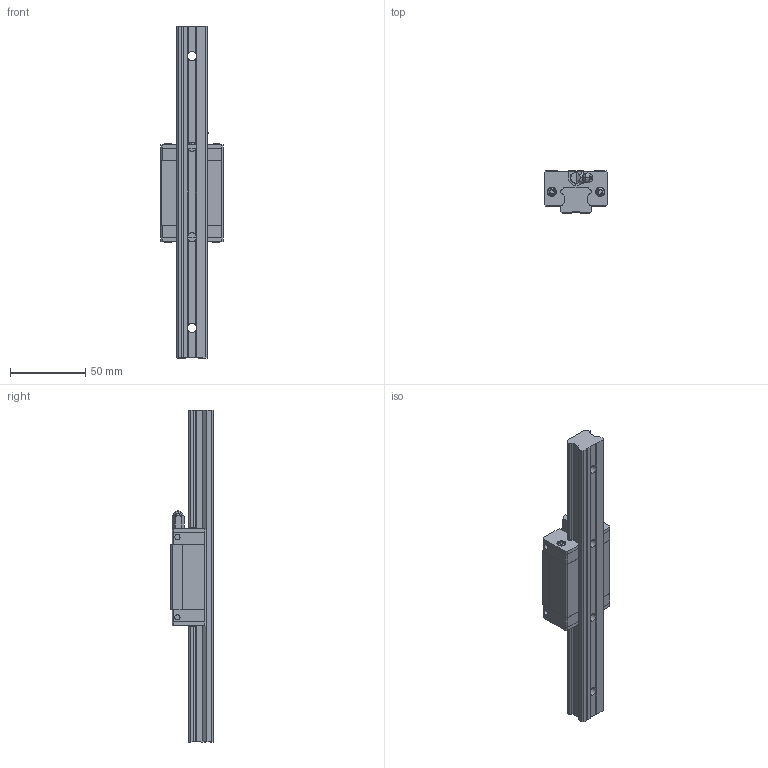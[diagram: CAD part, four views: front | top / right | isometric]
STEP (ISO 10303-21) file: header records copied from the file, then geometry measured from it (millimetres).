
FILE_DESCRIPTION (( 'STEP AP203' ), '1' );
FILE_NAME ('SBI 20 CLS.STEP', '2015-01-09T06:51:09', ( 'star' ), ( '' ), 'SwSTEP 2.0', 'SolidWorks 2013', '' );
FILE_SCHEMA (( 'CONFIG_CONTROL_DESIGN' ));
Length unit declared in the file: millimetre
Products named in the file (7): SBI 20 CLS_3; SBI 20 CLS_1; A2N; SBI 20 CLS; SBI 20 CLS_2; SBI 20 CLS_0
Assembly tree (11 placements, depth 2):
  SBI 20 CLS
    SBI 20 CLS
    SBI 20 CLS_0
    SBI 20 CLS_1  x2
    SBI 20 CLS_2  x2
    SBI 20 CLS_3  x4
    A2N
Bounding box: 42 x 28 x 220 mm (x, y, z)
Volume: 108100.8 mm3; surface area: 37921.1 mm2
Topology: 11 solids, 11 shells, 440 faces, 1164 edges, 748 vertices
Faces by surface type: plane 253, cylinder 131, cone 25, bspline 23, torus 8
Entity records: 10380 total; most frequent: CARTESIAN_POINT 2101, ORIENTED_EDGE 1556, DIRECTION 1528, EDGE_CURVE 778, VECTOR 510, LINE 510, AXIS2_PLACEMENT_3D 509, VERTEX_POINT 508
